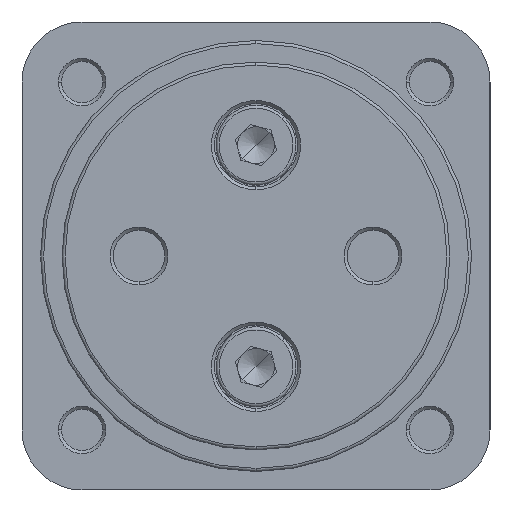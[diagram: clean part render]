
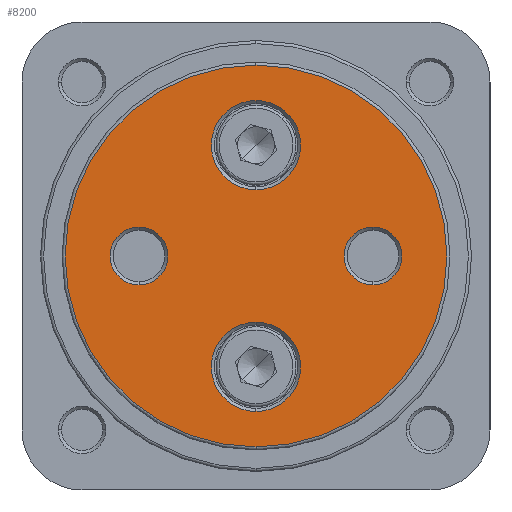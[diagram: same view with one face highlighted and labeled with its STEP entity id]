
A CAD part, left-side view. The second image highlights one B-rep face of the part: STEP entity #8200.
In plain terms, the highlighted planar face has unit normal (-1, 0, 0).
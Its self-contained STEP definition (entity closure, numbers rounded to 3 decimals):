
#491 = EDGE_LOOP ( 'NONE', ( #1064, #1063 ) ) ;
#571 = EDGE_LOOP ( 'NONE', ( #1083, #1089 ) ) ;
#595 = EDGE_LOOP ( 'NONE', ( #1084, #1090 ) ) ;
#1063 = ORIENTED_EDGE ( 'NONE', *, *, #6158, .T. ) ;
#1064 = ORIENTED_EDGE ( 'NONE', *, *, #6104, .T. ) ;
#1083 = ORIENTED_EDGE ( 'NONE', *, *, #6187, .T. ) ;
#1084 = ORIENTED_EDGE ( 'NONE', *, *, #6154, .T. ) ;
#1085 = ORIENTED_EDGE ( 'NONE', *, *, #6118, .T. ) ;
#1086 = ORIENTED_EDGE ( 'NONE', *, *, #6195, .T. ) ;
#1088 = ORIENTED_EDGE ( 'NONE', *, *, #6192, .T. ) ;
#1089 = ORIENTED_EDGE ( 'NONE', *, *, #6138, .T. ) ;
#1090 = ORIENTED_EDGE ( 'NONE', *, *, #6189, .T. ) ;
#1091 = ORIENTED_EDGE ( 'NONE', *, *, #6112, .T. ) ;
#2126 = CARTESIAN_POINT ( 'NONE',  ( 0., 19., 0. ) ) ;
#2127 = DIRECTION ( 'NONE',  ( 1., 0., 0. ) ) ;
#2128 = DIRECTION ( 'NONE',  ( 0., 0., -1. ) ) ;
#2147 = CARTESIAN_POINT ( 'NONE',  ( 0., 0., 18. ) ) ;
#2148 = DIRECTION ( 'NONE',  ( 1., 0., 0. ) ) ;
#2149 = DIRECTION ( 'NONE',  ( 0., 0., -1. ) ) ;
#2162 = CARTESIAN_POINT ( 'NONE',  ( 0., -19., 0. ) ) ;
#2163 = DIRECTION ( 'NONE',  ( 1., 0., 0. ) ) ;
#2164 = DIRECTION ( 'NONE',  ( 0., 0., -1. ) ) ;
#2214 = CARTESIAN_POINT ( 'NONE',  ( 0., 0., 0. ) ) ;
#2215 = DIRECTION ( 'NONE',  ( -1., 0., 0. ) ) ;
#2216 = DIRECTION ( 'NONE',  ( 0., 0., -1. ) ) ;
#2255 = CARTESIAN_POINT ( 'NONE',  ( 0., 0., -18. ) ) ;
#2256 = DIRECTION ( 'NONE',  ( 1., 0., 0. ) ) ;
#2257 = DIRECTION ( 'NONE',  ( 0., 0., -1. ) ) ;
#2261 = CARTESIAN_POINT ( 'NONE',  ( 0., 19., 0. ) ) ;
#2267 = DIRECTION ( 'NONE',  ( 1., 0., 0. ) ) ;
#2268 = DIRECTION ( 'NONE',  ( 0., 0., -1. ) ) ;
#2335 = CARTESIAN_POINT ( 'NONE',  ( 0., 0., 0. ) ) ;
#2344 = CARTESIAN_POINT ( 'NONE',  ( 0., 0., -18. ) ) ;
#2345 = DIRECTION ( 'NONE',  ( -1., 0., 0. ) ) ;
#2346 = DIRECTION ( 'NONE',  ( 0., 0., -1. ) ) ;
#2351 = DIRECTION ( 'NONE',  ( 1., 0., 0. ) ) ;
#2352 = DIRECTION ( 'NONE',  ( 0., 0., -1. ) ) ;
#2353 = CARTESIAN_POINT ( 'NONE',  ( 0., -19., 0. ) ) ;
#2360 = DIRECTION ( 'NONE',  ( 1., 0., 0. ) ) ;
#2361 = DIRECTION ( 'NONE',  ( 0., 0., -1. ) ) ;
#2362 = CARTESIAN_POINT ( 'NONE',  ( 0., 0., 18. ) ) ;
#2367 = DIRECTION ( 'NONE',  ( 1., 0., 0. ) ) ;
#2368 = DIRECTION ( 'NONE',  ( 0., 0., -1. ) ) ;
#2928 = CARTESIAN_POINT ( 'NONE',  ( 0., 0., 31. ) ) ;
#2940 = CARTESIAN_POINT ( 'NONE',  ( 0., 0., -10.75 ) ) ;
#2946 = CARTESIAN_POINT ( 'NONE',  ( 0., 19., -4.7 ) ) ;
#2952 = CARTESIAN_POINT ( 'NONE',  ( 0., 0., -25.25 ) ) ;
#2955 = CARTESIAN_POINT ( 'NONE',  ( 0., -19., 4.7 ) ) ;
#2959 = CARTESIAN_POINT ( 'NONE',  ( 0., 0., 10.75 ) ) ;
#2970 = CARTESIAN_POINT ( 'NONE',  ( 0., 0., 25.25 ) ) ;
#2975 = CARTESIAN_POINT ( 'NONE',  ( 0., 19., 4.7 ) ) ;
#2976 = CARTESIAN_POINT ( 'NONE',  ( 0., -19., -4.7 ) ) ;
#2979 = CARTESIAN_POINT ( 'NONE',  ( 0., 0., -31. ) ) ;
#3311 = CIRCLE ( 'NONE', #6472, 4.7 ) ;
#3321 = CIRCLE ( 'NONE', #6474, 7.25 ) ;
#3332 = CIRCLE ( 'NONE', #6479, 4.7 ) ;
#3360 = CIRCLE ( 'NONE', #4093, 31. ) ;
#3380 = CIRCLE ( 'NONE', #4104, 7.25 ) ;
#3384 = CIRCLE ( 'NONE', #4105, 4.7 ) ;
#3423 = CIRCLE ( 'NONE', #4126, 31. ) ;
#3425 = CIRCLE ( 'NONE', #4128, 7.25 ) ;
#3429 = CIRCLE ( 'NONE', #4131, 4.7 ) ;
#3433 = CIRCLE ( 'NONE', #4134, 7.25 ) ;
#3709 = FACE_OUTER_BOUND ( 'NONE', #571, .T. ) ;
#3712 = FACE_BOUND ( 'NONE', #491, .T. ) ;
#3714 = FACE_BOUND ( 'NONE', #595, .T. ) ;
#3716 = FACE_BOUND ( 'NONE', #7794, .T. ) ;
#3718 = FACE_BOUND ( 'NONE', #7763, .T. ) ;
#4093 = AXIS2_PLACEMENT_3D ( 'NONE', #2214, #2215, #2216 ) ;
#4104 = AXIS2_PLACEMENT_3D ( 'NONE', #2255, #2256, #2257 ) ;
#4105 = AXIS2_PLACEMENT_3D ( 'NONE', #2261, #2267, #2268 ) ;
#4126 = AXIS2_PLACEMENT_3D ( 'NONE', #2335, #2345, #2346 ) ;
#4128 = AXIS2_PLACEMENT_3D ( 'NONE', #2344, #2351, #2352 ) ;
#4131 = AXIS2_PLACEMENT_3D ( 'NONE', #2353, #2360, #2361 ) ;
#4134 = AXIS2_PLACEMENT_3D ( 'NONE', #2362, #2367, #2368 ) ;
#4243 = AXIS2_PLACEMENT_3D ( 'NONE', #4549, #4575, #4576 ) ;
#4549 = CARTESIAN_POINT ( 'NONE',  ( 0., 0., 0. ) ) ;
#4572 = PLANE ( 'NONE',  #4243 ) ;
#4575 = DIRECTION ( 'NONE',  ( 1., 0., 0. ) ) ;
#4576 = DIRECTION ( 'NONE',  ( 0., 0., -1. ) ) ;
#6104 = EDGE_CURVE ( 'NONE', #6845, #6816, #3311, .T. ) ;
#6112 = EDGE_CURVE ( 'NONE', #6840, #6829, #3321, .T. ) ;
#6118 = EDGE_CURVE ( 'NONE', #6825, #6846, #3332, .T. ) ;
#6138 = EDGE_CURVE ( 'NONE', #6798, #6849, #3360, .T. ) ;
#6154 = EDGE_CURVE ( 'NONE', #6810, #6822, #3380, .T. ) ;
#6158 = EDGE_CURVE ( 'NONE', #6816, #6845, #3384, .T. ) ;
#6187 = EDGE_CURVE ( 'NONE', #6849, #6798, #3423, .T. ) ;
#6189 = EDGE_CURVE ( 'NONE', #6822, #6810, #3425, .T. ) ;
#6192 = EDGE_CURVE ( 'NONE', #6846, #6825, #3429, .T. ) ;
#6195 = EDGE_CURVE ( 'NONE', #6829, #6840, #3433, .T. ) ;
#6472 = AXIS2_PLACEMENT_3D ( 'NONE', #2126, #2127, #2128 ) ;
#6474 = AXIS2_PLACEMENT_3D ( 'NONE', #2147, #2148, #2149 ) ;
#6479 = AXIS2_PLACEMENT_3D ( 'NONE', #2162, #2163, #2164 ) ;
#6798 = VERTEX_POINT ( 'NONE', #2928 ) ;
#6810 = VERTEX_POINT ( 'NONE', #2940 ) ;
#6816 = VERTEX_POINT ( 'NONE', #2946 ) ;
#6822 = VERTEX_POINT ( 'NONE', #2952 ) ;
#6825 = VERTEX_POINT ( 'NONE', #2955 ) ;
#6829 = VERTEX_POINT ( 'NONE', #2959 ) ;
#6840 = VERTEX_POINT ( 'NONE', #2970 ) ;
#6845 = VERTEX_POINT ( 'NONE', #2975 ) ;
#6846 = VERTEX_POINT ( 'NONE', #2976 ) ;
#6849 = VERTEX_POINT ( 'NONE', #2979 ) ;
#7763 = EDGE_LOOP ( 'NONE', ( #1085, #1088 ) ) ;
#7794 = EDGE_LOOP ( 'NONE', ( #1091, #1086 ) ) ;
#8200 = ADVANCED_FACE ( 'NONE', ( #3709, #3714, #3716, #3718, #3712 ), #4572, .F. ) ;
